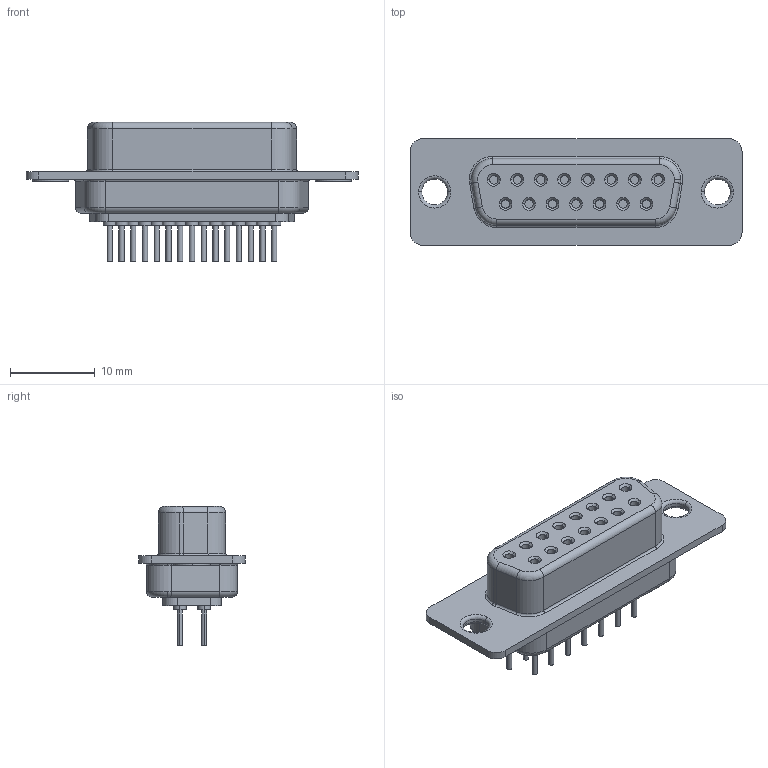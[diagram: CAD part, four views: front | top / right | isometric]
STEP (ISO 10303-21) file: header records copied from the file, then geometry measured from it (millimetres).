
FILE_DESCRIPTION (( 'STEP AP214' ), '1' );
FILE_NAME ('K85X-AD-15S_rA2.STEP', '2013-03-22T18:59:47', ( 'Daniel' ), ( 'Microsoft' ), 'SwSTEP 2.0', 'SolidWorks 2012', '' );
FILE_SCHEMA (( 'AUTOMOTIVE_DESIGN' ));
Length unit declared in the file: millimetre
Products named in the file (1): K85X-AD-15S_rA2
Bounding box: 39.14 x 12.55 x 16.4 mm (x, y, z)
Volume: 2735.3 mm3; surface area: 2103.4 mm2
Topology: 1 solids, 1 shells, 259 faces, 550 edges, 343 vertices
Faces by surface type: cylinder 133, plane 68, cone 30, torus 28
Entity records: 8043 total; most frequent: DIRECTION 1409, CARTESIAN_POINT 1153, ORIENTED_EDGE 1100, AXIS2_PLACEMENT_3D 599, EDGE_CURVE 550, VERTEX_POINT 343, CIRCLE 339, EDGE_LOOP 313
